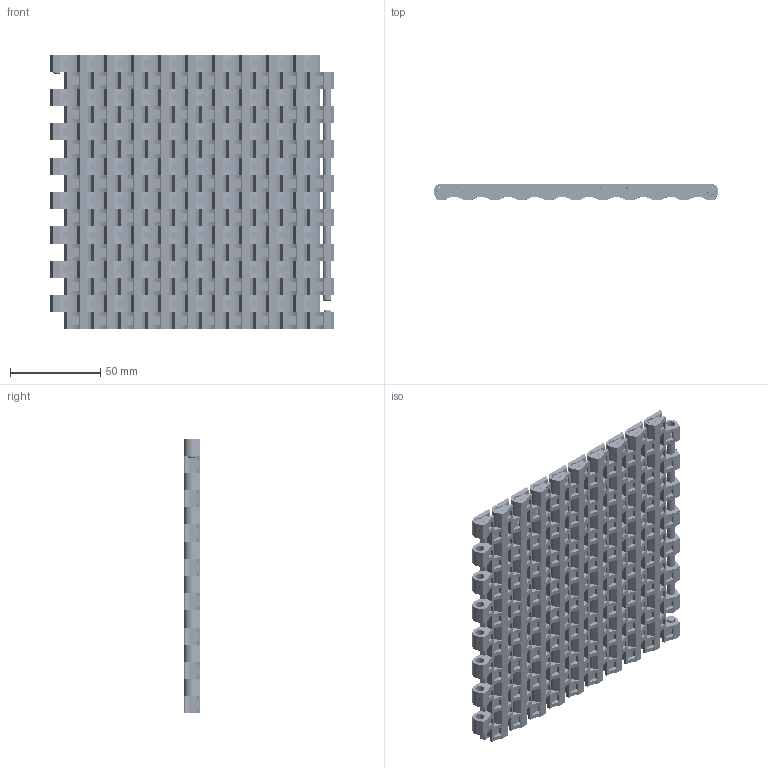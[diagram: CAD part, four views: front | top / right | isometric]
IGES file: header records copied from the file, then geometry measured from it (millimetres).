
Start section: SolidWorks IGES file using analytic representation for surfaces
Global section: file name: 15CHAIN0908937303473.igs; native system: SolidWorks 2007; preprocessor: SolidWorks 2007; author: partstream; date: 060908.093830; units: inch
Bounding box: 157.78 x 8.89 x 152.4 mm (x, y, z)
Surface area: 135096.9 mm2 (no closed solid volume)
Topology: 0 solids, 0 shells, 3340 faces, 37960 edges, 37960 vertices
Faces by surface type: bspline 2310, revolution 1030
